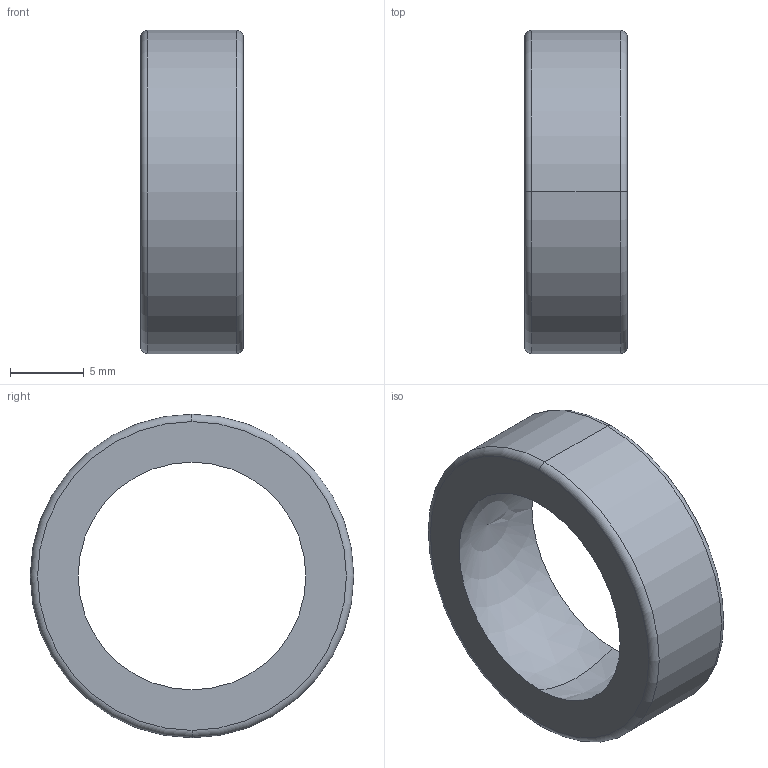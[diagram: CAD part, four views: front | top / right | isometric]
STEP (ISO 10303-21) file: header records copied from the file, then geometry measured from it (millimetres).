
FILE_DESCRIPTION (( 'STEP AP203' ), '1' );
FILE_NAME ('ext_sph_Défaut_sldprt.STEP', '2017-07-05T05:55:43', ( '' ), ( '' ), 'SwSTEP 2.0', 'SolidWorks 2013', '' );
FILE_SCHEMA (( 'CONFIG_CONTROL_DESIGN' ));
Length unit declared in the file: millimetre
Products named in the file (1): ext_sph_Défaut_sldprt
Bounding box: 7 x 22 x 22 mm (x, y, z)
Volume: 1154.5 mm3; surface area: 1211 mm2
Topology: 1 solids, 1 shells, 10 faces, 28 edges, 18 vertices
Faces by surface type: torus 4, cylinder 2, sphere 2, plane 2
Entity records: 371 total; most frequent: DIRECTION 64, CARTESIAN_POINT 47, ORIENTED_EDGE 44, AXIS2_PLACEMENT_3D 31, EDGE_CURVE 22, CIRCLE 20, VERTEX_POINT 14, EDGE_LOOP 12
